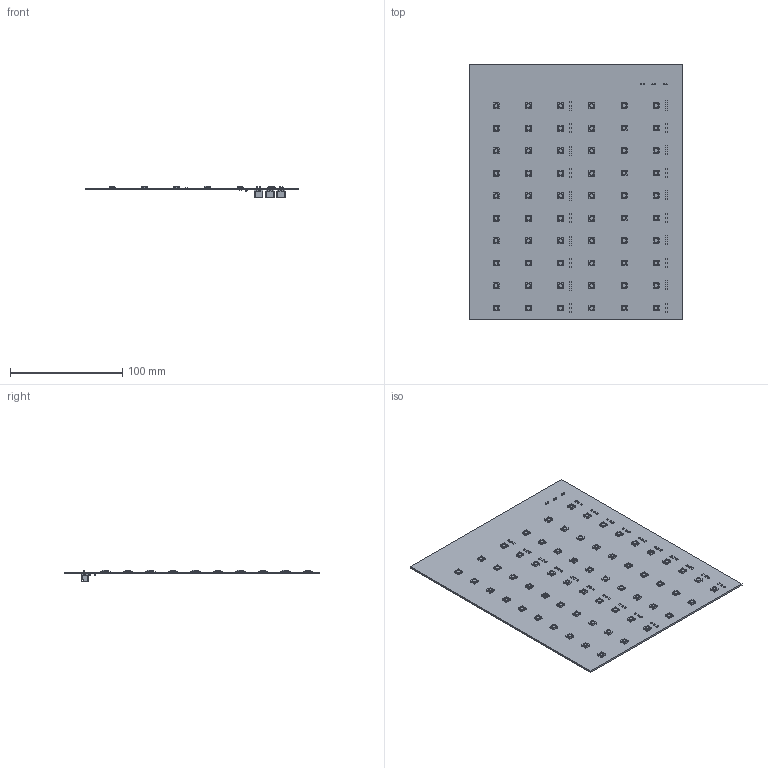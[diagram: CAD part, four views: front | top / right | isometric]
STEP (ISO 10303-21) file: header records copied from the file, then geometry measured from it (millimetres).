
FILE_DESCRIPTION(('KiCad electronic assembly'),'2;1');
FILE_NAME('LED Array.step','2020-10-06T14:22:17',('An Author'),( 'A Company'),'Open CASCADE STEP processor 6.9', 'KiCad to STEP converter','Unknown');
FILE_SCHEMA(('AUTOMOTIVE_DESIGN { 1 0 10303 214 1 1 1 1 }'));
Length unit declared in the file: millimetre
Products named in the file (10): Open CASCADE STEP translator 6.9 1; R_0805_2012Metric; SOLID; 1655--3DModel-STEP-56544; COMPOUND; LED_0805_2012Metric; B2B-XH-A(LF)(SN)--3DModel-STEP-56544
Assembly tree (134 placements, depth 3):
  Open CASCADE STEP translator 6.9 1
    R_0805_2012Metric  x63
      SOLID
    1655--3DModel-STEP-56544  x60
      COMPOUND
    LED_0805_2012Metric  x3
      SOLID
    B2B-XH-A(LF)(SN)--3DModel-STEP-56544  x3
      COMPOUND
    COMPOUND
Bounding box: 190 x 227.5 x 10.4 mm (x, y, z)
Volume: 71564.3 mm3; surface area: 95415.6 mm2
Topology: 376 solids, 376 shells, 6135 faces, 15372 edges, 10052 vertices
Faces by surface type: plane 4500, cylinder 1515, cone 120
Full cylindrical faces by diameter (mm): 1 x6
Entity records: 18404 total; most frequent: CARTESIAN_POINT 3101, DIRECTION 2843, LINE 1816, VECTOR 1816, ORIENTED_EDGE 1336, PCURVE 1336, DEFINITIONAL_REPRESENTATION 1336, EDGE_CURVE 668
